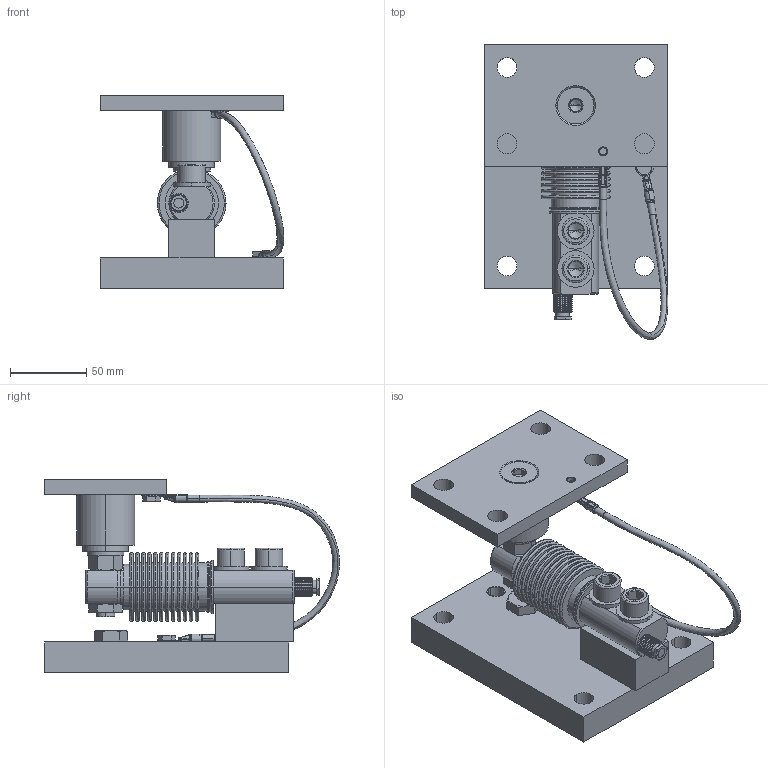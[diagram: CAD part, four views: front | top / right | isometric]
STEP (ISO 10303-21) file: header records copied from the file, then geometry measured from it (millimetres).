
FILE_DESCRIPTION(('STEP AP214'),'1');
FILE_NAME('T12FCAGP.stp','2020-06-30T10:43:37',(' '),(' '),'Spatial InterOp 3D',' ',' ');
FILE_SCHEMA(('AUTOMOTIVE_DESIGN { 1 0 10303 214 1 1 1 1 }'));
Length unit declared in the file: metre
Products named in the file (26): T12FCAGP; Capocorda; guaina; occhiello; cavo; CORDINACCE; Cavo2; Vite a testa esagonale M6x8; Vite a testa svasata piana con cava esagonale M12 x 20; PIAGP; ANTIV452; acciaio inox; gomma; ANTIV45; Rondella per vite M12; Dado M12; Vite a testa cilindrica con cava esagonale M12x60; cella di carico; corpo; pressacavo ¼ GAS; Dado basso M12; BLOCT12C; Vite a testa esagonale M12x20; PIAT12FCA
Assembly tree (32 placements, depth 4):
  T12FCAGP
    T12FCAGP
    CORDINACCE
      Capocorda
        guaina
        occhiello
        cavo
      Cavo2
      Capocorda
        guaina
        occhiello
        cavo
    Vite a testa esagonale M6x8  x2
    Vite a testa svasata piana con cava esagonale M12 x 20
    PIAGP
    ANTIV45
      ANTIV452
        acciaio inox
        gomma
    Rondella per vite M12  x3
    Dado M12
    Vite a testa cilindrica con cava esagonale M12x60  x2
    cella di carico
      corpo
      pressacavo ¼ GAS
    Dado basso M12
    BLOCT12C
    Vite a testa esagonale M12x20
    PIAT12FCA
Bounding box: 120.38 x 193.23 x 126.5 mm (x, y, z)
Volume: 665663.3 mm3; surface area: 171384.5 mm2
Topology: 25 solids, 33 shells, 883 faces, 2068 edges, 1272 vertices
Faces by surface type: cylinder 256, plane 247, cone 188, torus 112, bspline 76, extrusion 4
Entity records: 27041 total; most frequent: CARTESIAN_POINT 10882, DIRECTION 3477, ORIENTED_EDGE 3040, EDGE_CURVE 1536, AXIS2_PLACEMENT_3D 1478, VERTEX_POINT 944, CIRCLE 804, EDGE_LOOP 774
